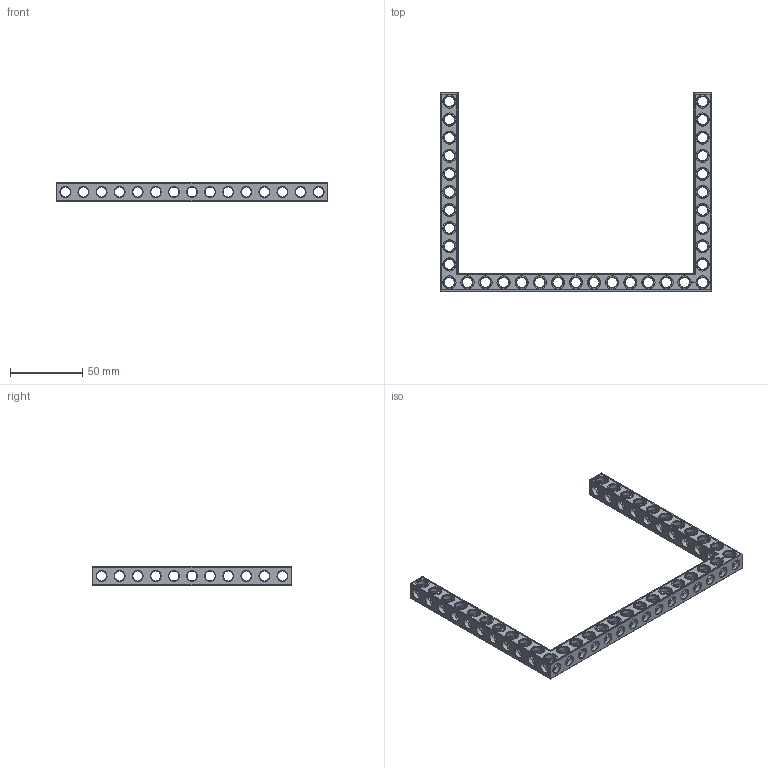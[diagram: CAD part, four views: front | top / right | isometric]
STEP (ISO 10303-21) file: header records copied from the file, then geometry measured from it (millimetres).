
FILE_DESCRIPTION(('FreeCAD Model'),'2;1');
FILE_NAME('Open CASCADE Shape Model','2022-03-06T13:38:08',('Author'),( ''),'Open CASCADE STEP processor 7.5','FreeCAD','Unknown');
FILE_SCHEMA(('AUTOMOTIVE_DESIGN { 1 0 10303 214 1 1 1 1 }'));
Products named in the file (1): Beam AGD ESS USH SYM BU15x11x01 - SPN-BEM-0546 (stemfie.org)
Bounding box: 187.5 x 137.5 x 12.5 mm (x, y, z)
Volume: 34195.7 mm3; surface area: 30554.5 mm2
Topology: 1 solids, 1 shells, 926 faces, 2818 edges, 1823 vertices
Faces by surface type: plane 415, cylinder 211, extrusion 158, cone 142
Full cylindrical faces by diameter (mm): 6.98 x24, 7 x152, 9.2 x35
Entity records: 176249 total; most frequent: CARTESIAN_POINT 123588, DIRECTION 8574, ORIENTED_EDGE 5636, PCURVE 5636, DEFINITIONAL_REPRESENTATION 5636, VECTOR 5345, LINE 5187, EDGE_CURVE 2818
